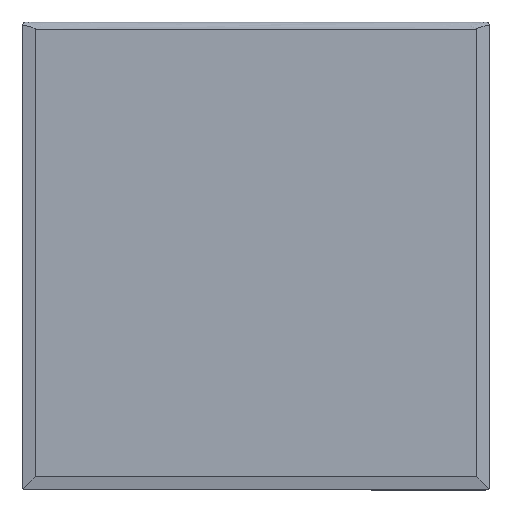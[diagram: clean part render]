
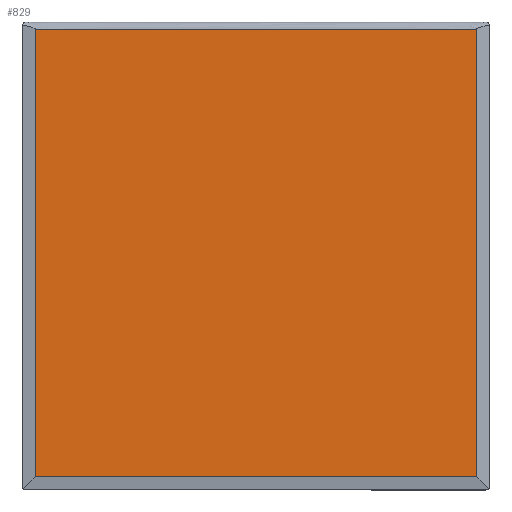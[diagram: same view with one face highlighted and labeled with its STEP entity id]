
A CAD part, top view. The second image highlights one B-rep face of the part: STEP entity #829.
In plain terms, the highlighted planar face has unit normal (0, 0, 1).
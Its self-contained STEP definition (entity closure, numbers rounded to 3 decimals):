
#69 = ORIENTED_EDGE ( 'NONE', *, *, #904, .T. ) ;
#126 = AXIS2_PLACEMENT_3D ( 'NONE', #2184, #1564, #1017 ) ;
#286 = CARTESIAN_POINT ( 'NONE',  ( 151., 157., 0. ) ) ;
#370 = DIRECTION ( 'NONE',  ( 0., -1., 0. ) ) ;
#393 = VECTOR ( 'NONE', #2386, 1000. ) ;
#680 = EDGE_LOOP ( 'NONE', ( #2758, #1310, #69, #691 ) ) ;
#691 = ORIENTED_EDGE ( 'NONE', *, *, #2684, .T. ) ;
#765 = EDGE_CURVE ( 'NONE', #1653, #1605, #2166, .T. ) ;
#829 = ADVANCED_FACE ( 'NONE', ( #2575 ), #1639, .F. ) ;
#868 = CARTESIAN_POINT ( 'NONE',  ( 151., 155., 0. ) ) ;
#904 = EDGE_CURVE ( 'NONE', #969, #2510, #976, .T. ) ;
#969 = VERTEX_POINT ( 'NONE', #1076 ) ;
#976 = LINE ( 'NONE', #2228, #3573 ) ;
#989 = CARTESIAN_POINT ( 'NONE',  ( 50.333, 155., 0. ) ) ;
#1017 = DIRECTION ( 'NONE',  ( -1., 0., 0. ) ) ;
#1076 = CARTESIAN_POINT ( 'NONE',  ( -151., 155., 0. ) ) ;
#1258 = B_SPLINE_CURVE_WITH_KNOTS ( 'NONE', 3,
 ( #2904, #989, #2222, #2585 ),
 .UNSPECIFIED., .F., .F.,
 ( 4, 4 ),
 ( 0., 1. ),
 .UNSPECIFIED. ) ;
#1310 = ORIENTED_EDGE ( 'NONE', *, *, #2782, .T. ) ;
#1564 = DIRECTION ( 'NONE',  ( 0., 0., -1. ) ) ;
#1605 = VERTEX_POINT ( 'NONE', #868 ) ;
#1639 = PLANE ( 'NONE',  #126 ) ;
#1653 = VERTEX_POINT ( 'NONE', #2177 ) ;
#2166 = LINE ( 'NONE', #286, #393 ) ;
#2177 = CARTESIAN_POINT ( 'NONE',  ( 151., -151., 0. ) ) ;
#2178 = CARTESIAN_POINT ( 'NONE',  ( 157., -151., 0. ) ) ;
#2184 = CARTESIAN_POINT ( 'NONE',  ( -157., -157., 0. ) ) ;
#2222 = CARTESIAN_POINT ( 'NONE',  ( -50.333, 155., 0. ) ) ;
#2228 = CARTESIAN_POINT ( 'NONE',  ( -151., -157., 0. ) ) ;
#2386 = DIRECTION ( 'NONE',  ( 0., 1., 0. ) ) ;
#2510 = VERTEX_POINT ( 'NONE', #3534 ) ;
#2575 = FACE_OUTER_BOUND ( 'NONE', #680, .T. ) ;
#2585 = CARTESIAN_POINT ( 'NONE',  ( -151., 155., 0. ) ) ;
#2684 = EDGE_CURVE ( 'NONE', #2510, #1653, #3363, .T. ) ;
#2758 = ORIENTED_EDGE ( 'NONE', *, *, #765, .T. ) ;
#2782 = EDGE_CURVE ( 'NONE', #1605, #969, #1258, .T. ) ;
#2904 = CARTESIAN_POINT ( 'NONE',  ( 151., 155., 0. ) ) ;
#3363 = LINE ( 'NONE', #2178, #3532 ) ;
#3532 = VECTOR ( 'NONE', #3714, 1000. ) ;
#3534 = CARTESIAN_POINT ( 'NONE',  ( -151., -151., 0. ) ) ;
#3573 = VECTOR ( 'NONE', #370, 1000. ) ;
#3714 = DIRECTION ( 'NONE',  ( 1., 0., 0. ) ) ;
